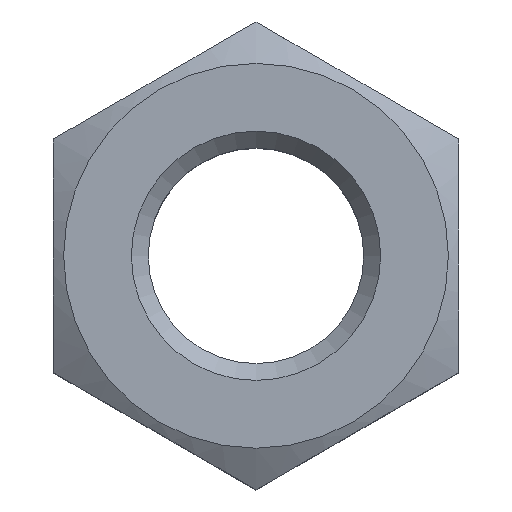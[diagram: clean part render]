
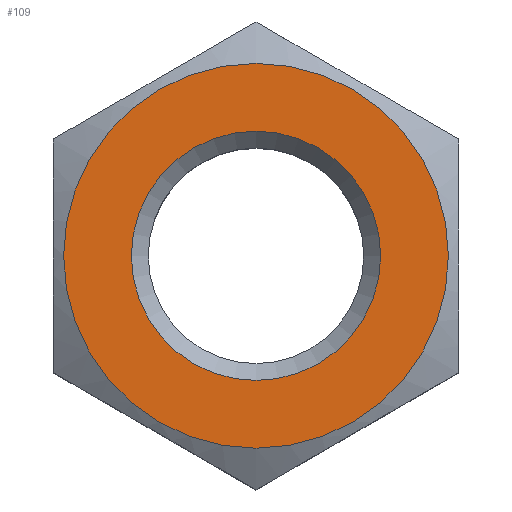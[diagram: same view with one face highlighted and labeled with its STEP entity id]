
A CAD part, top view. The second image highlights one B-rep face of the part: STEP entity #109.
In plain terms, the highlighted planar face has unit normal (0, 0, 1).
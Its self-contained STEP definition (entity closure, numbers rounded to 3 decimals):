
#109=ADVANCED_FACE('',(#190,#192),#194,.T.);
#190=FACE_BOUND('',#191,.T.);
#191=EDGE_LOOP('',(#259));
#192=FACE_BOUND('',#193,.T.);
#193=EDGE_LOOP('',(#260));
#194=PLANE('',#195);
#195=AXIS2_PLACEMENT_3D('',#196,#197,#198);
#196=CARTESIAN_POINT('',(0.,0.,6.8));
#197=DIRECTION('',(0.,0.,1.));
#198=DIRECTION('',(1.,0.,0.));
#259=ORIENTED_EDGE('',*,*,#287,.T.);
#260=ORIENTED_EDGE('',*,*,#288,.T.);
#287=EDGE_CURVE('',#327,#327,#328,.F.);
#288=EDGE_CURVE('',#329,#329,#330,.F.);
#327=VERTEX_POINT('',#969);
#328=CIRCLE('',#970,6.175);
#329=VERTEX_POINT('',#974);
#330=CIRCLE('',#975,4.);
#969=CARTESIAN_POINT('',(0.,6.175,6.8));
#970=AXIS2_PLACEMENT_3D('',#971,#972,#973);
#971=CARTESIAN_POINT('',(0.,0.,6.8));
#972=DIRECTION('',(0.,0.,-1.));
#973=DIRECTION('',(0.,1.,0.));
#974=CARTESIAN_POINT('',(4.,0.,6.8));
#975=AXIS2_PLACEMENT_3D('',#976,#977,#978);
#976=CARTESIAN_POINT('',(0.,0.,6.8));
#977=DIRECTION('',(0.,0.,1.));
#978=DIRECTION('',(1.,0.,0.));
